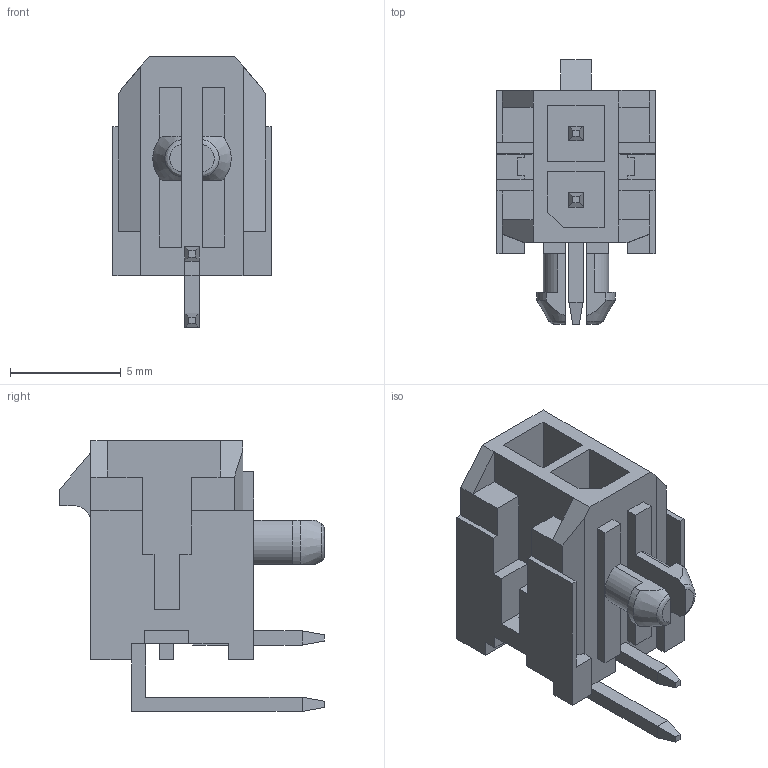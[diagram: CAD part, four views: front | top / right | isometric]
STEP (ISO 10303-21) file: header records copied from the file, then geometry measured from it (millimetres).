
FILE_DESCRIPTION (( 'STEP AP214' ), '1' );
FILE_NAME ('430450200.STEP', '2018-01-31T21:27:57', ( '' ), ( '' ), 'SwSTEP 2.0', 'SolidWorks 2016', '' );
FILE_SCHEMA (( 'AUTOMOTIVE_DESIGN' ));
Length unit declared in the file: millimetre
Products named in the file (1): 430450200
Bounding box: 7.15 x 11.95 x 12.24 mm (x, y, z)
Volume: 334.6 mm3; surface area: 687.7 mm2
Topology: 1 solids, 1 shells, 196 faces, 516 edges, 329 vertices
Faces by surface type: plane 187, cylinder 5, cone 2, bspline 2
Entity records: 6387 total; most frequent: CARTESIAN_POINT 1130, ORIENTED_EDGE 1032, DIRECTION 906, EDGE_CURVE 516, LINE 488, VECTOR 488, VERTEX_POINT 329, AXIS2_PLACEMENT_3D 209
